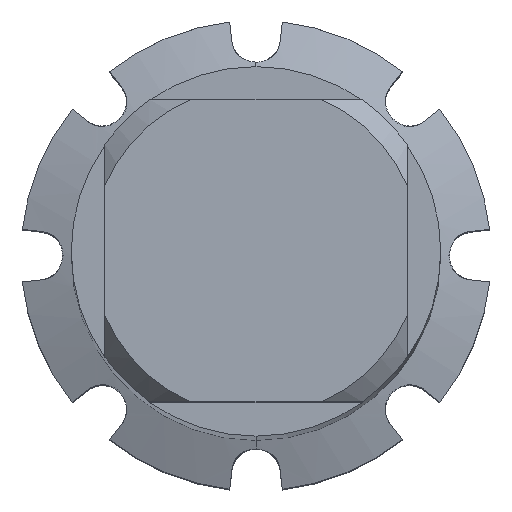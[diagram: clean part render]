
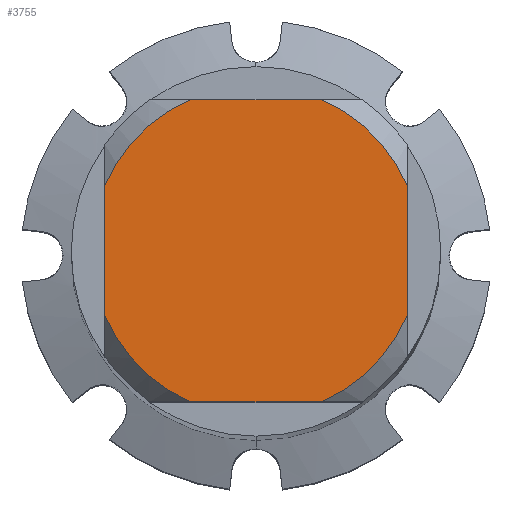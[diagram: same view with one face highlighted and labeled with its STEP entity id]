
A CAD part, top view. The second image highlights one B-rep face of the part: STEP entity #3755.
In plain terms, the highlighted planar face has unit normal (0, 0, 1).
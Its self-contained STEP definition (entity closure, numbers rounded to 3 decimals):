
#3725=VERTEX_POINT('',#10800);
#3755=ADVANCED_FACE('',(#10831),#10832,.T.);
#3775=VERTEX_POINT('',#10853);
#3825=EDGE_CURVE('',#3725,#3775,#10912,.T.);
#4191=EDGE_CURVE('',#6851,#9921,#11300,.T.);
#4295=EDGE_CURVE('',#7807,#9921,#11411,.T.);
#4939=VERTEX_POINT('',#12107);
#5275=VERTEX_POINT('',#12474);
#5691=EDGE_CURVE('',#3725,#5275,#12927,.T.);
#6307=EDGE_CURVE('',#7287,#5275,#13597,.T.);
#6573=EDGE_CURVE('',#7287,#4939,#13881,.T.);
#6851=VERTEX_POINT('',#14183);
#7287=VERTEX_POINT('',#14658);
#7807=VERTEX_POINT('',#15224);
#9435=EDGE_CURVE('',#7807,#4939,#17003,.T.);
#9879=EDGE_CURVE('',#6851,#3775,#17483,.T.);
#9921=VERTEX_POINT('',#17529);
#10800=CARTESIAN_POINT('',(1.939,4.5,0.0));
#10831=FACE_OUTER_BOUND('',#18638,.T.);
#10832=PLANE('',#18639);
#10853=CARTESIAN_POINT('',(4.5,1.939,0.0));
#10912=CIRCLE('',#18751,4.9);
#11300=CIRCLE('',#19429,4.9);
#11411=LINE('',#19603,#19604);
#12107=CARTESIAN_POINT('',(-4.5,-1.939,0.0));
#12474=CARTESIAN_POINT('',(-1.939,4.5,0.0));
#12927=LINE('',#22307,#22308);
#13597=CIRCLE('',#23531,4.9);
#13881=LINE('',#24083,#24084);
#14183=CARTESIAN_POINT('',(4.5,-1.939,0.0));
#14658=CARTESIAN_POINT('',(-4.5,1.939,0.0));
#15224=CARTESIAN_POINT('',(-1.939,-4.5,0.0));
#17003=CIRCLE('',#29610,4.9);
#17483=LINE('',#30616,#30617);
#17529=CARTESIAN_POINT('',(1.939,-4.5,0.0));
#18638=EDGE_LOOP('',(#32244,#32245,#32246,#32247,#32248,#32249,#32250,#32251));
#18639=AXIS2_PLACEMENT_3D('',#32252,#32253,#32254);
#18751=AXIS2_PLACEMENT_3D('',#32382,#32383,#32384);
#19429=AXIS2_PLACEMENT_3D('',#32713,#32714,#32715);
#19603=CARTESIAN_POINT('',(0.0,-4.5,0.0));
#19604=VECTOR('',#32815,1.0);
#22307=CARTESIAN_POINT('',(0.0,4.5,0.0));
#22308=VECTOR('',#34344,1.0);
#23531=AXIS2_PLACEMENT_3D('',#35115,#35116,#35117);
#24083=CARTESIAN_POINT('',(-4.5,1.225,0.0));
#24084=VECTOR('',#35346,1.0);
#29610=AXIS2_PLACEMENT_3D('',#39036,#39037,#39038);
#30616=CARTESIAN_POINT('',(4.5,1.225,0.0));
#30617=VECTOR('',#39471,1.0);
#32244=ORIENTED_EDGE('',*,*,#6573,.T.);
#32245=ORIENTED_EDGE('',*,*,#9435,.F.);
#32246=ORIENTED_EDGE('',*,*,#4295,.T.);
#32247=ORIENTED_EDGE('',*,*,#4191,.F.);
#32248=ORIENTED_EDGE('',*,*,#9879,.T.);
#32249=ORIENTED_EDGE('',*,*,#3825,.F.);
#32250=ORIENTED_EDGE('',*,*,#5691,.T.);
#32251=ORIENTED_EDGE('',*,*,#6307,.F.);
#32252=CARTESIAN_POINT('',(0.0,2.45,0.0));
#32253=DIRECTION('',(-0.0,0.0,1.0));
#32254=DIRECTION('',(0.0,-1.0,0.0));
#32382=CARTESIAN_POINT('',(0.0,0.0,0.0));
#32383=DIRECTION('',(0.0,0.0,-1.0));
#32384=DIRECTION('',(0.0,1.0,0.0));
#32713=CARTESIAN_POINT('',(0.0,0.0,0.0));
#32714=DIRECTION('',(0.0,0.0,-1.0));
#32715=DIRECTION('',(0.0,1.0,0.0));
#32815=DIRECTION('',(1.0,0.0,0.0));
#34344=DIRECTION('',(-1.0,0.0,0.0));
#35115=CARTESIAN_POINT('',(0.0,0.0,0.0));
#35116=DIRECTION('',(0.0,0.0,-1.0));
#35117=DIRECTION('',(0.0,1.0,0.0));
#35346=DIRECTION('',(-0.0,-1.0,0.0));
#39036=CARTESIAN_POINT('',(0.0,0.0,0.0));
#39037=DIRECTION('',(0.0,0.0,-1.0));
#39038=DIRECTION('',(0.0,1.0,0.0));
#39471=DIRECTION('',(-0.0,1.0,0.0));
